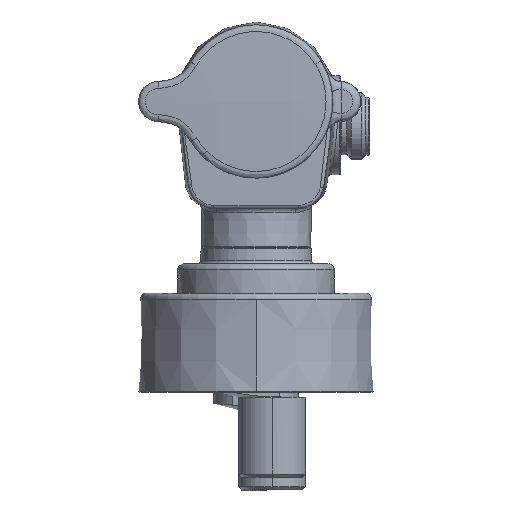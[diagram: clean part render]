
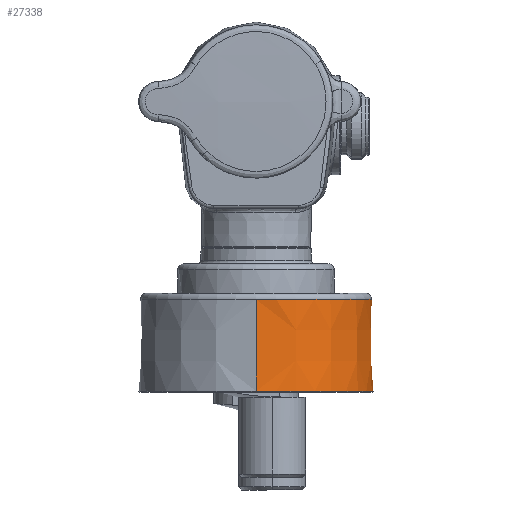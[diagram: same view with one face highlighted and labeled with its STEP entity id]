
A CAD part, left-side view. The second image highlights one B-rep face of the part: STEP entity #27338.
In plain terms, the highlighted conical face has half-angle 1 degrees and reference radius 36.2 mm.
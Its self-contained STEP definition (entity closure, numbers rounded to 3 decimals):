
#477 = CARTESIAN_POINT ( 'NONE',  ( 770.531, 1000.695, 1697.325 ) ) ;
#558 = DIRECTION ( 'NONE',  ( 0., 0., 1. ) ) ;
#1019 = EDGE_CURVE ( 'NONE', #14193, #16402, #30336, .T. ) ;
#1194 = AXIS2_PLACEMENT_3D ( 'NONE', #9015, #28283, #11774 ) ;
#1323 = CIRCLE ( 'NONE', #1194, 36.736 ) ;
#1489 = EDGE_CURVE ( 'NONE', #24693, #29662, #33299, .T. ) ;
#1759 = EDGE_LOOP ( 'NONE', ( #23361, #34716, #31894, #7673, #28898, #10856 ) ) ;
#2243 = CARTESIAN_POINT ( 'NONE',  ( 770.531, 1036.929, 1699.29 ) ) ;
#2358 = DIRECTION ( 'NONE',  ( -0.017, 0., -1. ) ) ;
#2477 = FACE_OUTER_BOUND ( 'NONE', #1759, .T. ) ;
#2594 = CIRCLE ( 'NONE', #5096, 36.234 ) ;
#3269 = AXIS2_PLACEMENT_3D ( 'NONE', #17042, #558, #19816 ) ;
#3587 = CARTESIAN_POINT ( 'NONE',  ( 734.297, 1036.929, 1697.325 ) ) ;
#3977 = VERTEX_POINT ( 'NONE', #477 ) ;
#4989 = DIRECTION ( 'NONE',  ( 1., 0., 0. ) ) ;
#5096 = AXIS2_PLACEMENT_3D ( 'NONE', #25753, #9261, #28522 ) ;
#7673 = ORIENTED_EDGE ( 'NONE', *, *, #10256, .T. ) ;
#9015 = CARTESIAN_POINT ( 'NONE',  ( 770.531, 1036.929, 1668.595 ) ) ;
#9261 = DIRECTION ( 'NONE',  ( 0., 0., -1. ) ) ;
#10256 = EDGE_CURVE ( 'NONE', #29662, #11068, #1323, .T. ) ;
#10391 = DIRECTION ( 'NONE',  ( 0., 0., -1. ) ) ;
#10832 = EDGE_CURVE ( 'NONE', #3977, #24693, #2594, .T. ) ;
#10856 = ORIENTED_EDGE ( 'NONE', *, *, #1019, .F. ) ;
#11068 = VERTEX_POINT ( 'NONE', #20504 ) ;
#11083 = AXIS2_PLACEMENT_3D ( 'NONE', #2243, #10391, #4989 ) ;
#11774 = DIRECTION ( 'NONE',  ( 0., 1., 0. ) ) ;
#13022 = CARTESIAN_POINT ( 'NONE',  ( 770.531, 1036.929, 1697.325 ) ) ;
#13314 = CARTESIAN_POINT ( 'NONE',  ( 807.267, 1036.929, 1668.595 ) ) ;
#13511 = CARTESIAN_POINT ( 'NONE',  ( 734.331, 1036.929, 1699.29 ) ) ;
#14193 = VERTEX_POINT ( 'NONE', #32522 ) ;
#15829 = DIRECTION ( 'NONE',  ( 0., -1., 0. ) ) ;
#16402 = VERTEX_POINT ( 'NONE', #13314 ) ;
#17042 = CARTESIAN_POINT ( 'NONE',  ( 770.531, 1036.929, 1668.595 ) ) ;
#19277 = CIRCLE ( 'NONE', #3269, 36.736 ) ;
#19816 = DIRECTION ( 'NONE',  ( 0., 1., 0. ) ) ;
#20504 = CARTESIAN_POINT ( 'NONE',  ( 770.531, 1000.193, 1668.595 ) ) ;
#21086 = CARTESIAN_POINT ( 'NONE',  ( 733.796, 1036.929, 1668.595 ) ) ;
#22156 = CARTESIAN_POINT ( 'NONE',  ( 806.731, 1036.929, 1699.29 ) ) ;
#22542 = EDGE_CURVE ( 'NONE', #14193, #3977, #34066, .T. ) ;
#22622 = DIRECTION ( 'NONE',  ( 0.017, 0., -1. ) ) ;
#23029 = VECTOR ( 'NONE', #22622, 1000. ) ;
#23361 = ORIENTED_EDGE ( 'NONE', *, *, #22542, .T. ) ;
#24693 = VERTEX_POINT ( 'NONE', #3587 ) ;
#25153 = VECTOR ( 'NONE', #2358, 1000. ) ;
#25753 = CARTESIAN_POINT ( 'NONE',  ( 770.531, 1036.929, 1697.325 ) ) ;
#26411 = EDGE_CURVE ( 'NONE', #11068, #16402, #19277, .T. ) ;
#27338 = ADVANCED_FACE ( 'NONE', ( #2477 ), #30019, .T. ) ;
#28283 = DIRECTION ( 'NONE',  ( 0., 0., 1. ) ) ;
#28522 = DIRECTION ( 'NONE',  ( 0., -1., 0. ) ) ;
#28558 = AXIS2_PLACEMENT_3D ( 'NONE', #13022, #32267, #15829 ) ;
#28898 = ORIENTED_EDGE ( 'NONE', *, *, #26411, .T. ) ;
#29662 = VERTEX_POINT ( 'NONE', #21086 ) ;
#30019 = CONICAL_SURFACE ( 'NONE', #11083, 36.2, 0.017 ) ;
#30336 = LINE ( 'NONE', #22156, #23029 ) ;
#31894 = ORIENTED_EDGE ( 'NONE', *, *, #1489, .T. ) ;
#32267 = DIRECTION ( 'NONE',  ( 0., 0., -1. ) ) ;
#32522 = CARTESIAN_POINT ( 'NONE',  ( 806.766, 1036.929, 1697.325 ) ) ;
#33299 = LINE ( 'NONE', #13511, #25153 ) ;
#34066 = CIRCLE ( 'NONE', #28558, 36.234 ) ;
#34716 = ORIENTED_EDGE ( 'NONE', *, *, #10832, .T. ) ;
